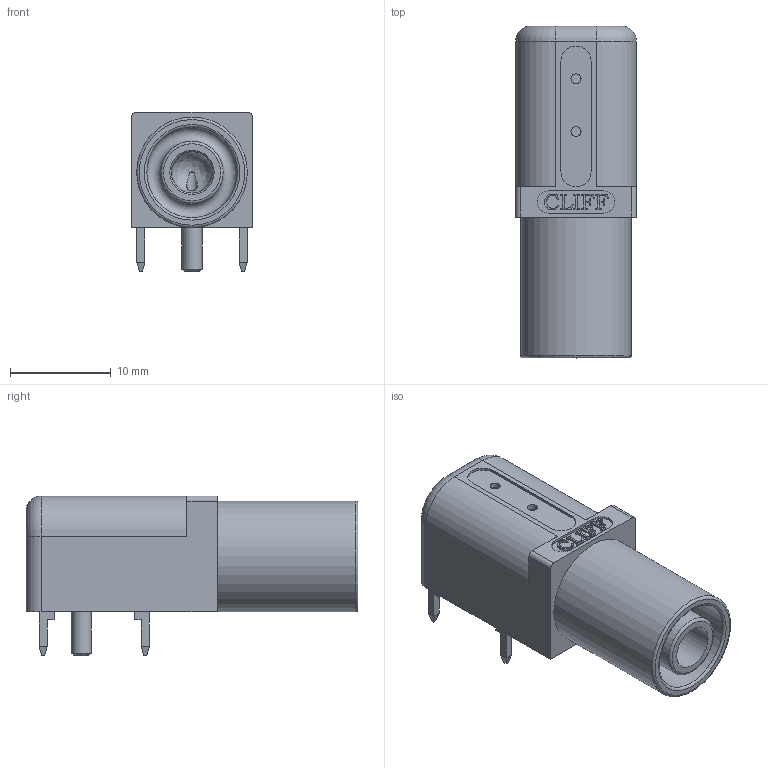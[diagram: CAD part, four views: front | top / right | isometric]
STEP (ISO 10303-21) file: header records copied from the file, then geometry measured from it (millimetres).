
FILE_DESCRIPTION(/* description */ (''),/* implementation_level */ '2;1');
FILE_NAME(/* name */ 'FCR7350W S16N-PC.stp',/* time_stamp */ '2025-07-18T09:53:01+01:00',/* author */ ('tottley'),/* organization */ (''),/* preprocessor_version */ 'ST-DEVELOPER v20',/* originating_system */ 'Autodesk Inventor 2025',/* authorisation */ '');
FILE_SCHEMA (('AUTOMOTIVE_DESIGN { 1 0 10303 214 3 1 1 }'));
Length unit declared in the file: millimetre
Products named in the file (1): FCR7350B S16N-PC
Bounding box: 12 x 33 x 15.9 mm (x, y, z)
Volume: 2613.7 mm3; surface area: 3205.4 mm2
Topology: 1 solids, 1 shells, 252 faces, 654 edges, 425 vertices
Faces by surface type: plane 165, bspline 39, cylinder 38, torus 8, cone 2
Full cylindrical faces by diameter (mm): 1 x2, 1.1 x1, 1.2 x3, 2 x1, 4.11 x1, 4.4 x1, 6.2 x1, 9 x1, 11 x1
Entity records: 8384 total; most frequent: CARTESIAN_POINT 2087, ORIENTED_EDGE 1308, DIRECTION 1099, EDGE_CURVE 654, LINE 483, VECTOR 483, VERTEX_POINT 425, AXIS2_PLACEMENT_3D 308
